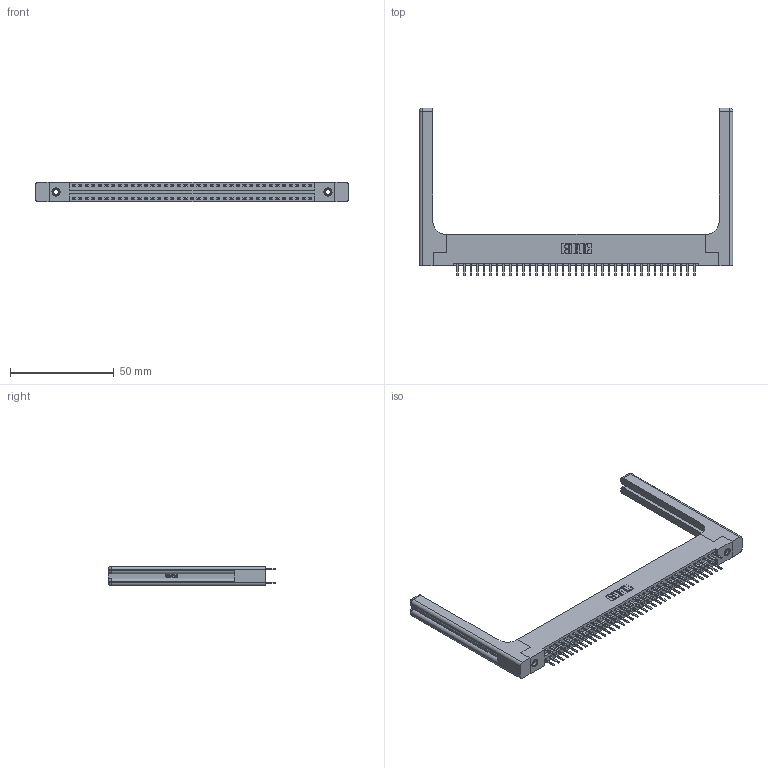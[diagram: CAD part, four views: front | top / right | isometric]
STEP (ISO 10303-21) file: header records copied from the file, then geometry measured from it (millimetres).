
FILE_DESCRIPTION (( 'STEP AP203' ), '1' );
FILE_NAME ('396-074-520-258.STEP', '2019-10-30T20:29:02', ( '' ), ( '' ), 'SwSTEP 2.0', 'SolidWorks 2016', '' );
FILE_SCHEMA (( 'CONFIG_CONTROL_DESIGN' ));
Length unit declared in the file: inch
Products named in the file (5): 346 Part_Flush Mounting Lugs - 0.156 Dia-TH; 396-074-520-258; 345-250-001_345-250-001-102; 345-292-001_345-293-120; 346-220-058_345-220-058
Assembly tree (79 placements, depth 2):
  396-074-520-258
    346 Part_Flush Mounting Lugs - 0.156 Dia-TH
    345-292-001_345-293-120  x74
    345-250-001_345-250-001-102  x2
    346-220-058_345-220-058  x2
Bounding box: 151.54 x 80.98 x 9.4 mm (x, y, z)
Volume: 22199.6 mm3; surface area: 25031.4 mm2
Topology: 79 solids, 79 shells, 4522 faces, 13057 edges, 8486 vertices
Faces by surface type: plane 2962, cylinder 1500, bspline 36, cone 12, sphere 8, torus 4
Entity records: 30116 total; most frequent: CARTESIAN_POINT 5989, ORIENTED_EDGE 4708, DIRECTION 4250, EDGE_CURVE 2354, LINE 1978, VECTOR 1978, VERTEX_POINT 1558, AXIS2_PLACEMENT_3D 1136
